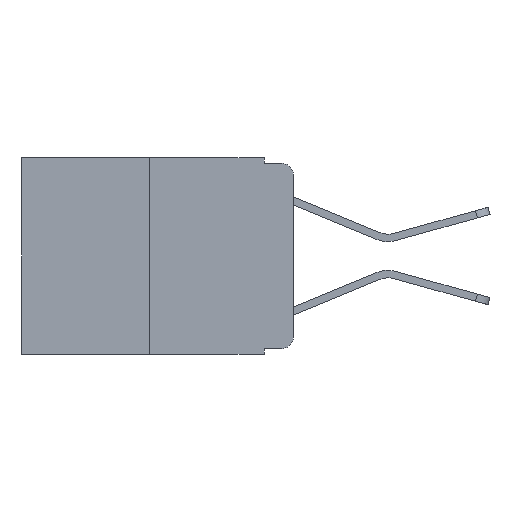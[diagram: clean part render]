
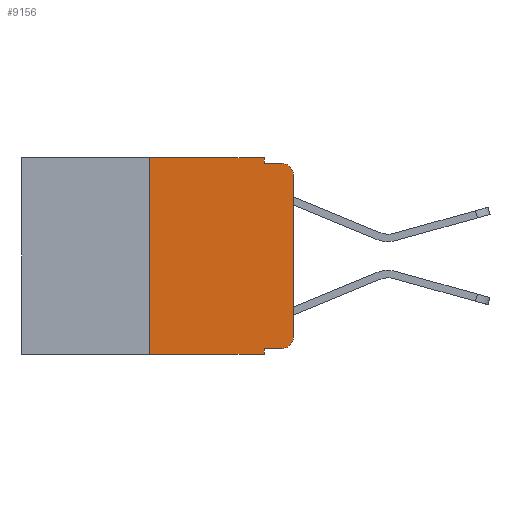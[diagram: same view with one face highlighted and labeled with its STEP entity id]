
A CAD part, left-side view. The second image highlights one B-rep face of the part: STEP entity #9156.
In plain terms, the highlighted planar face has unit normal (-1, 0, 0).
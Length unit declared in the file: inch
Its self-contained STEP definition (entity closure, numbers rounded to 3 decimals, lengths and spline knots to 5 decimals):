
#91 = DIRECTION ( 'NONE',  ( -1., 0., 0. ) ) ;
#299 = CIRCLE ( 'NONE', #8828, 0.02 ) ;
#707 = CARTESIAN_POINT ( 'NONE',  ( 0., 0., -0.03 ) ) ;
#874 = ORIENTED_EDGE ( 'NONE', *, *, #2634, .F. ) ;
#960 = ORIENTED_EDGE ( 'NONE', *, *, #19580, .T. ) ;
#1324 = VECTOR ( 'NONE', #13923, 39.37008 ) ;
#1339 = DIRECTION ( 'NONE',  ( 0., 0., -1. ) ) ;
#1468 = LINE ( 'NONE', #7590, #4869 ) ;
#1499 = EDGE_CURVE ( 'NONE', #15208, #13912, #11082, .T. ) ;
#1517 = CARTESIAN_POINT ( 'NONE',  ( 0., 0.051, 0. ) ) ;
#2258 = CARTESIAN_POINT ( 'NONE',  ( 0., 0., 0. ) ) ;
#2260 = DIRECTION ( 'NONE',  ( 0., 0., -1. ) ) ;
#2634 = EDGE_CURVE ( 'NONE', #5387, #11917, #11920, .T. ) ;
#2733 = VERTEX_POINT ( 'NONE', #4683 ) ;
#3088 = VECTOR ( 'NONE', #7756, 39.37008 ) ;
#3098 = DIRECTION ( 'NONE',  ( 0., -1., 0. ) ) ;
#3205 = EDGE_CURVE ( 'NONE', #5387, #13912, #1468, .T. ) ;
#3728 = CARTESIAN_POINT ( 'NONE',  ( 0., 0.051, 0. ) ) ;
#3729 = AXIS2_PLACEMENT_3D ( 'NONE', #8928, #12242, #2260 ) ;
#4301 = VERTEX_POINT ( 'NONE', #3728 ) ;
#4683 = CARTESIAN_POINT ( 'NONE',  ( 0., 0.02, -0.333 ) ) ;
#4799 = ORIENTED_EDGE ( 'NONE', *, *, #1499, .F. ) ;
#4869 = VECTOR ( 'NONE', #20630, 39.37008 ) ;
#4985 = ORIENTED_EDGE ( 'NONE', *, *, #18475, .T. ) ;
#5080 = CARTESIAN_POINT ( 'NONE',  ( 0., 0.02, -0.01 ) ) ;
#5387 = VERTEX_POINT ( 'NONE', #9874 ) ;
#5984 = EDGE_CURVE ( 'NONE', #4301, #20624, #11800, .T. ) ;
#6034 = ORIENTED_EDGE ( 'NONE', *, *, #11555, .T. ) ;
#6135 = CARTESIAN_POINT ( 'NONE',  ( 0., 0.051, -0.333 ) ) ;
#6269 = VERTEX_POINT ( 'NONE', #707 ) ;
#6548 = DIRECTION ( 'NONE',  ( 0., -1., 0. ) ) ;
#6565 = CARTESIAN_POINT ( 'NONE',  ( 0., 0.02, -0.313 ) ) ;
#7357 = LINE ( 'NONE', #21066, #16168 ) ;
#7534 = VERTEX_POINT ( 'NONE', #14714 ) ;
#7590 = CARTESIAN_POINT ( 'NONE',  ( 0., 0.473, -0.343 ) ) ;
#7756 = DIRECTION ( 'NONE',  ( 0., 0., 1. ) ) ;
#8225 = EDGE_CURVE ( 'NONE', #20624, #12001, #8356, .T. ) ;
#8234 = DIRECTION ( 'NONE',  ( 0., 0., -1. ) ) ;
#8356 = LINE ( 'NONE', #18038, #20328 ) ;
#8381 = AXIS2_PLACEMENT_3D ( 'NONE', #6565, #18053, #8234 ) ;
#8828 = AXIS2_PLACEMENT_3D ( 'NONE', #10203, #91, #11839 ) ;
#8928 = CARTESIAN_POINT ( 'NONE',  ( 0., 0.473, 0. ) ) ;
#9156 = ADVANCED_FACE ( 'NONE', ( #12415 ), #15496, .F. ) ;
#9798 = EDGE_CURVE ( 'NONE', #11917, #4301, #21192, .T. ) ;
#9874 = CARTESIAN_POINT ( 'NONE',  ( 0., 0.25, -0.343 ) ) ;
#10203 = CARTESIAN_POINT ( 'NONE',  ( 0., 0.02, -0.03 ) ) ;
#10451 = EDGE_CURVE ( 'NONE', #6269, #12001, #299, .T. ) ;
#11082 = LINE ( 'NONE', #1517, #19714 ) ;
#11157 = EDGE_LOOP ( 'NONE', ( #6034, #21102, #13173, #21177, #19732, #874, #14491, #4799, #960, #4985 ) ) ;
#11555 = EDGE_CURVE ( 'NONE', #7534, #6269, #14108, .T. ) ;
#11575 = CIRCLE ( 'NONE', #8381, 0.02 ) ;
#11800 = LINE ( 'NONE', #17900, #15685 ) ;
#11839 = DIRECTION ( 'NONE',  ( 0., 0., -1. ) ) ;
#11917 = VERTEX_POINT ( 'NONE', #16456 ) ;
#11920 = LINE ( 'NONE', #17592, #3088 ) ;
#12001 = VERTEX_POINT ( 'NONE', #5080 ) ;
#12242 = DIRECTION ( 'NONE',  ( 1., 0., 0. ) ) ;
#12415 = FACE_OUTER_BOUND ( 'NONE', #11157, .T. ) ;
#12653 = VECTOR ( 'NONE', #19891, 39.37008 ) ;
#13173 = ORIENTED_EDGE ( 'NONE', *, *, #8225, .F. ) ;
#13184 = DIRECTION ( 'NONE',  ( 0., 0., -1. ) ) ;
#13912 = VERTEX_POINT ( 'NONE', #20549 ) ;
#13923 = DIRECTION ( 'NONE',  ( 0., 0., 1. ) ) ;
#14108 = LINE ( 'NONE', #2258, #1324 ) ;
#14491 = ORIENTED_EDGE ( 'NONE', *, *, #3205, .T. ) ;
#14714 = CARTESIAN_POINT ( 'NONE',  ( 0., 0., -0.313 ) ) ;
#15208 = VERTEX_POINT ( 'NONE', #6135 ) ;
#15496 = PLANE ( 'NONE',  #3729 ) ;
#15685 = VECTOR ( 'NONE', #1339, 39.37008 ) ;
#16168 = VECTOR ( 'NONE', #3098, 39.37008 ) ;
#16456 = CARTESIAN_POINT ( 'NONE',  ( 0., 0.25, 0. ) ) ;
#16677 = CARTESIAN_POINT ( 'NONE',  ( 0., 0.473, 0. ) ) ;
#17592 = CARTESIAN_POINT ( 'NONE',  ( 0., 0.25, 0. ) ) ;
#17900 = CARTESIAN_POINT ( 'NONE',  ( 0., 0.051, 0. ) ) ;
#18038 = CARTESIAN_POINT ( 'NONE',  ( 0., 0.051, -0.01 ) ) ;
#18053 = DIRECTION ( 'NONE',  ( -1., 0., 0. ) ) ;
#18475 = EDGE_CURVE ( 'NONE', #2733, #7534, #11575, .T. ) ;
#18864 = CARTESIAN_POINT ( 'NONE',  ( 0., 0.051, -0.01 ) ) ;
#19580 = EDGE_CURVE ( 'NONE', #15208, #2733, #7357, .T. ) ;
#19714 = VECTOR ( 'NONE', #13184, 39.37008 ) ;
#19732 = ORIENTED_EDGE ( 'NONE', *, *, #9798, .F. ) ;
#19891 = DIRECTION ( 'NONE',  ( 0., -1., 0. ) ) ;
#20328 = VECTOR ( 'NONE', #6548, 39.37008 ) ;
#20549 = CARTESIAN_POINT ( 'NONE',  ( 0., 0.051, -0.343 ) ) ;
#20624 = VERTEX_POINT ( 'NONE', #18864 ) ;
#20630 = DIRECTION ( 'NONE',  ( 0., -1., 0. ) ) ;
#21066 = CARTESIAN_POINT ( 'NONE',  ( 0., 0.051, -0.333 ) ) ;
#21102 = ORIENTED_EDGE ( 'NONE', *, *, #10451, .T. ) ;
#21177 = ORIENTED_EDGE ( 'NONE', *, *, #5984, .F. ) ;
#21192 = LINE ( 'NONE', #16677, #12653 ) ;
